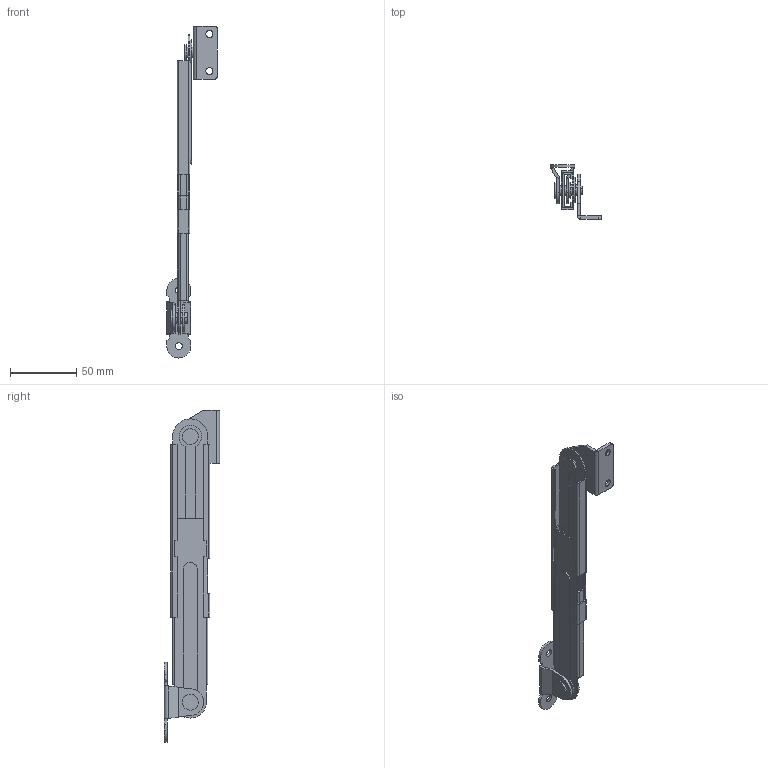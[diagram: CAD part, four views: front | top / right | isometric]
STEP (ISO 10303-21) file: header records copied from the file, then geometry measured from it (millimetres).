
FILE_DESCRIPTION (( 'STEP AP203' ), '1' );
FILE_NAME ('B-1460-4_.STEP', '2007-07-31T05:31:55', ( ' ' ), ( ' ' ), 'SwSTEP 2.0', 'SolidWorks 2006104', '' );
FILE_SCHEMA (( 'CONFIG_CONTROL_DESIGN' ));
Length unit declared in the file: millimetre
Products named in the file (7): B-1460-4_; B-1460-4傾乕儉_岞奐梡; B-1460僗僥乕僽儔働僢僩_岞奐梡; B-1460-4僗僥乕_岞奐梡; B-1460ステーブラケットピン_公開用; B-1460傾乕儉僽儔働僢僩_棉太倌; B-1460アームブラケットリベット_公開用
Assembly tree (6 placements, depth 2):
  B-1460-4_
    B-1460アームブラケットリベット_公開用
    B-1460傾乕儉僽儔働僢僩_棉太倌
    B-1460僗僥乕僽儔働僢僩_岞奐梡
    B-1460-4僗僥乕_岞奐梡
    B-1460-4傾乕儉_岞奐梡
    B-1460ステーブラケットピン_公開用
Bounding box: 38.1 x 41.5 x 250 mm (x, y, z)
Volume: 24915.1 mm3; surface area: 36754.5 mm2
Topology: 6 solids, 6 shells, 226 faces, 521 edges, 310 vertices
Faces by surface type: plane 148, cylinder 70, bspline 8
Entity records: 7266 total; most frequent: CARTESIAN_POINT 1402, DIRECTION 1067, ORIENTED_EDGE 1042, EDGE_CURVE 521, VECTOR 365, LINE 365, AXIS2_PLACEMENT_3D 351, VERTEX_POINT 310
